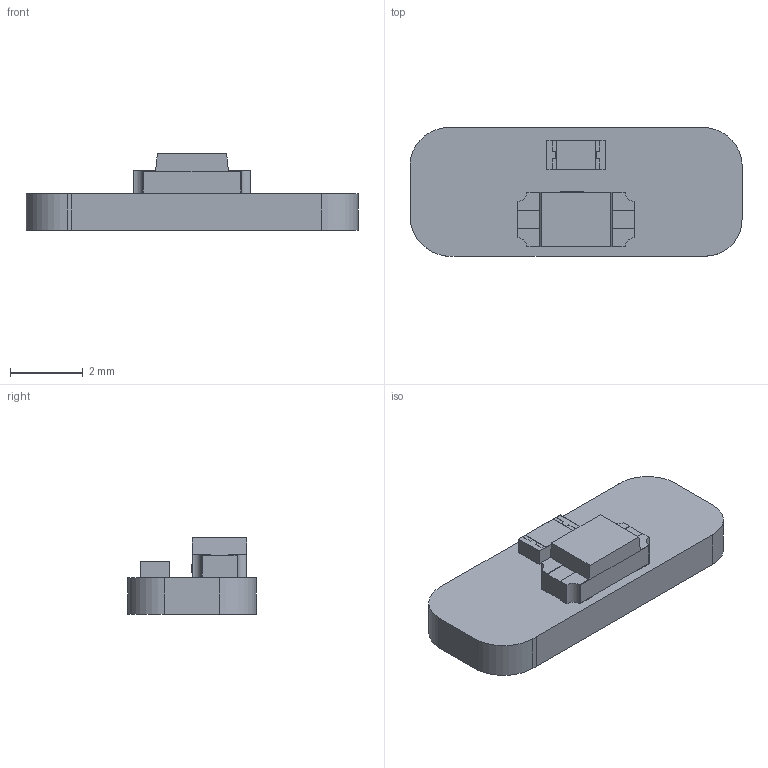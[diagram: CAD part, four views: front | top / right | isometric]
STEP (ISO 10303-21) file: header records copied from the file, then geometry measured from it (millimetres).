
FILE_DESCRIPTION(('Designed by EasyEDA Pro'),'2;1');
FILE_NAME('Open CASCADE Shape Model','2024-03-22T23:20:18',('Author'),( 'Open CASCADE'),'Open CASCADE STEP processor 7.6','Open CASCADE 7.6' ,'Unknown');
FILE_SCHEMA(('AUTOMOTIVE_DESIGN { 1 0 10303 214 1 1 1 1 }'));
Length unit declared in the file: millimetre
Products named in the file (8): PCBModel; COMPOUND; LED1; 1206; SOLID; R1; R0603
Assembly tree (7 placements, depth 4):
  PCBModel
    COMPOUND
    LED1
      1206
        SOLID
    R1
      R0603
        COMPOUND
Bounding box: 9.12 x 3.54 x 2.1 mm (x, y, z)
Volume: 36 mm3; surface area: 113.3 mm2
Topology: 6 solids, 6 shells, 562 faces, 1597 edges, 1101 vertices
Faces by surface type: plane 355, bspline 196, cylinder 11
Entity records: 24920 total; most frequent: CARTESIAN_POINT 6580, ORIENTED_EDGE 3194, DIRECTION 1921, EDGE_CURVE 1597, LINE 1129, VECTOR 1129, VERTEX_POINT 1101, FACE_BOUND 616
